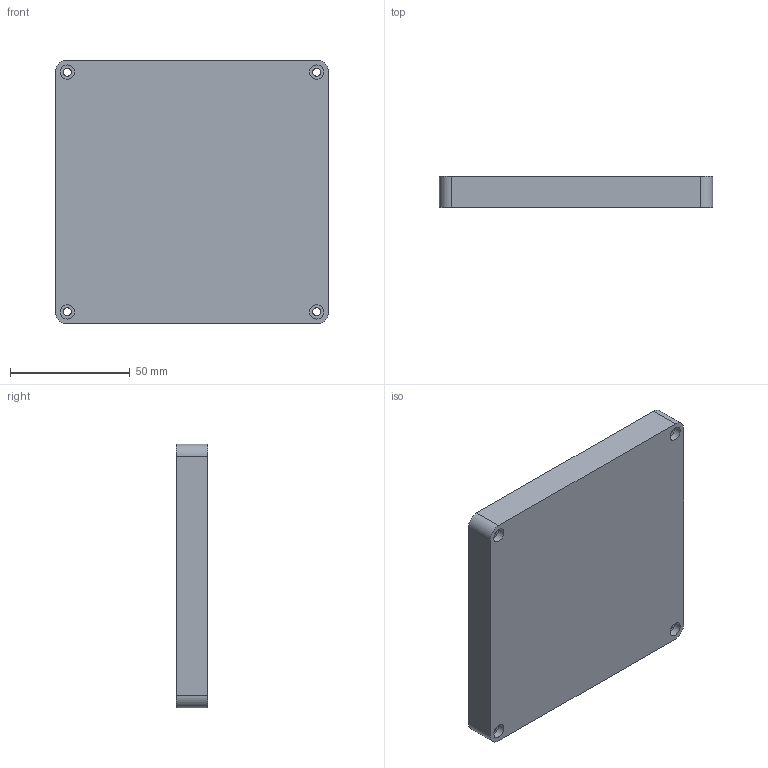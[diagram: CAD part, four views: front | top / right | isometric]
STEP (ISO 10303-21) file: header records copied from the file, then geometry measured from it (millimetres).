
FILE_DESCRIPTION(/* description */ (''),/* implementation_level */ '2;1');
FILE_NAME(/* name */ 'microkey_BottomCase.step',/* time_stamp */ '2025-12-03T23:01:48-05:00',/* author */ (''),/* organization */ (''),/* preprocessor_version */ 'ST-DEVELOPER v20.1',/* originating_system */ 'Autodesk Translation Framework v14.21.0.0',/* authorisation */ '');
FILE_SCHEMA (('AUTOMOTIVE_DESIGN { 1 0 10303 214 3 1 1 }'));
Length unit declared in the file: centimetre
Products named in the file (1): 2025-12-01-15-46-38-491
Bounding box: 114 x 13 x 110 mm (x, y, z)
Volume: 75966.3 mm3; surface area: 34739.9 mm2
Topology: 1 solids, 1 shells, 47 faces, 114 edges, 73 vertices
Faces by surface type: cylinder 24, plane 18, torus 4, bspline 1
Full cylindrical faces by diameter (mm): 3.4 x4, 6 x4
Entity records: 1456 total; most frequent: CARTESIAN_POINT 260, DIRECTION 259, ORIENTED_EDGE 228, EDGE_CURVE 114, AXIS2_PLACEMENT_3D 100, VERTEX_POINT 73, EDGE_LOOP 59, LINE 59
